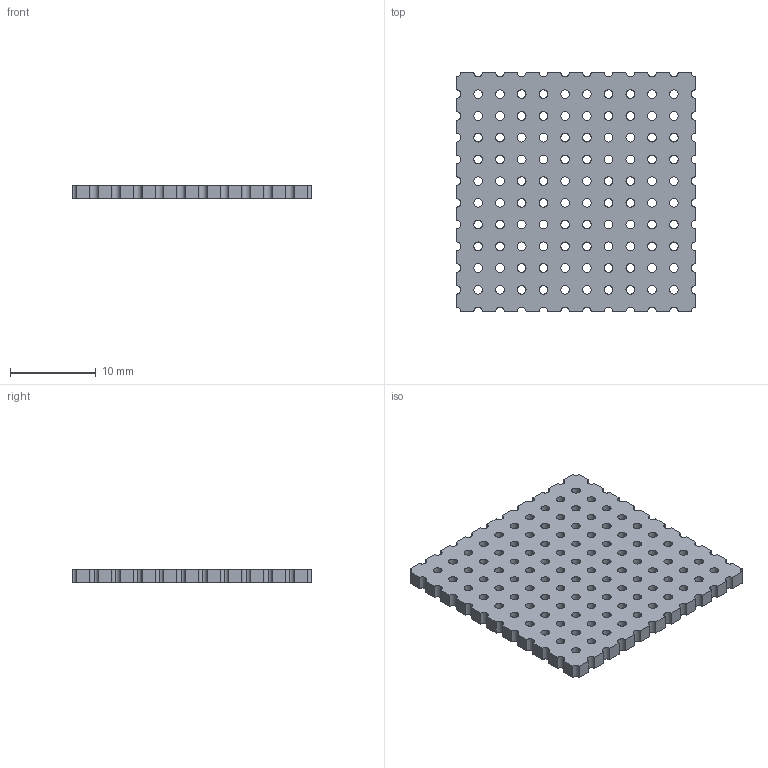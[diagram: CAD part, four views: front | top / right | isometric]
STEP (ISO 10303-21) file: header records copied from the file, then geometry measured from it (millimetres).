
FILE_DESCRIPTION(('FreeCAD Model'),'2;1');
FILE_NAME('part_bd_10_10.step','2019-06-28T00:40:30',('Author'),(''), 'Open CASCADE STEP processor 7.3','FreeCAD','Unknown');
FILE_SCHEMA(('AUTOMOTIVE_DESIGN { 1 0 10303 214 1 1 1 1 }'));
Length unit declared in the file: millimetre
Products named in the file (1): CompoundBoard
Bounding box: 27.94 x 27.94 x 1.6 mm (x, y, z)
Volume: 1090.8 mm3; surface area: 2090.9 mm2
Topology: 1 solids, 1 shells, 200 faces, 594 edges, 396 vertices
Faces by surface type: cylinder 154, plane 46
Full cylindrical faces by diameter (mm): 1.02 x100
Entity records: 8678 total; most frequent: DIRECTION 1304, CARTESIAN_POINT 1191, ORIENTED_EDGE 1188, EDGE_CURVE 594, AXIS2_PLACEMENT_3D 509, FACE_BOUND 400, EDGE_LOOP 400, VERTEX_POINT 396
